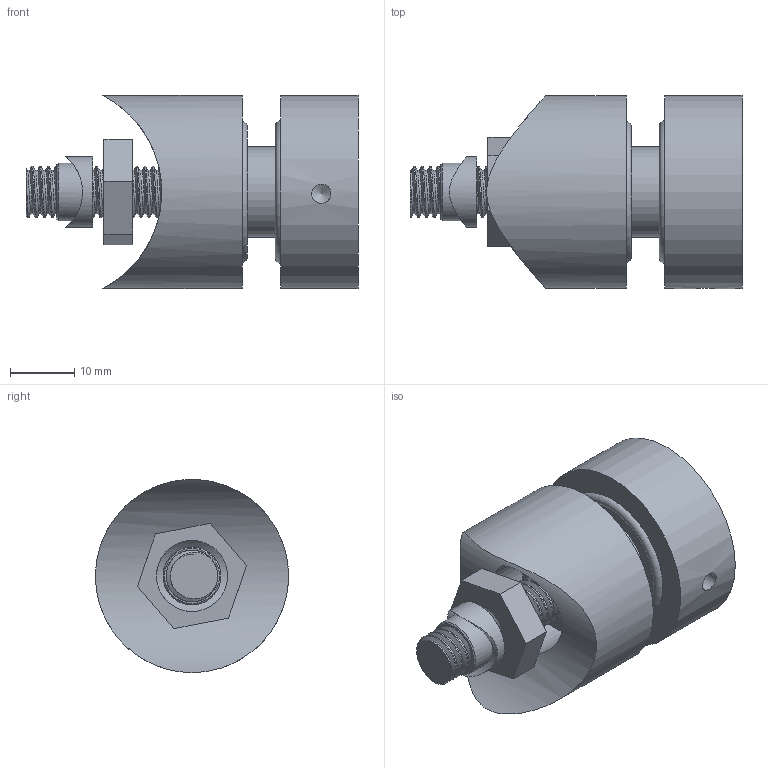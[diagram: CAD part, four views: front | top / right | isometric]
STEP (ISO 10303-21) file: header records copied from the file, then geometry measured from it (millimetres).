
FILE_DESCRIPTION(/* description */ (''),/* implementation_level */ '2;1');
FILE_NAME(/* name */ '1760_Cosch_Edelstahltechnik.stp',/* time_stamp */ '2018-09-19T21:22:24+02:00',/* author */ (''),/* organization */ (''),/* preprocessor_version */ 'ST-DEVELOPER v16',/* originating_system */ 'SIEMENS PLM Software NX 11.0',/* authorisation */ '');
FILE_SCHEMA (('AUTOMOTIVE_DESIGN { 1 0 10303 214 3 1 1 1 }'));
Length unit declared in the file: millimetre
Products named in the file (1): Goge080C7B09bhe0
Bounding box: 51.6 x 30 x 30 mm (x, y, z)
Volume: 20221.1 mm3; surface area: 9314.4 mm2
Topology: 2 solids, 2 shells, 40 faces, 96 edges, 67 vertices
Faces by surface type: plane 18, cylinder 16, torus 2, cone 2, bspline 2
Full cylindrical faces by diameter (mm): 3 x1, 9 x1, 9.091 x1, 11.022 x1, 14 x1, 15 x1, 30 x2
Entity records: 10878 total; most frequent: CARTESIAN_POINT 10010, DIRECTION 154, ORIENTED_EDGE 150, EDGE_CURVE 75, AXIS2_PLACEMENT_3D 68, EDGE_LOOP 64, VERTEX_POINT 58, FACE_BOUND 49
